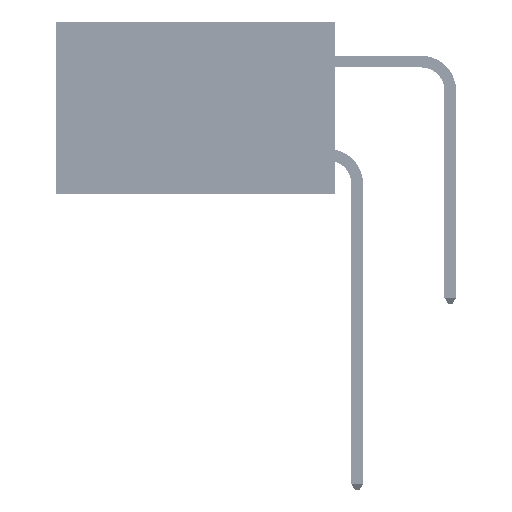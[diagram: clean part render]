
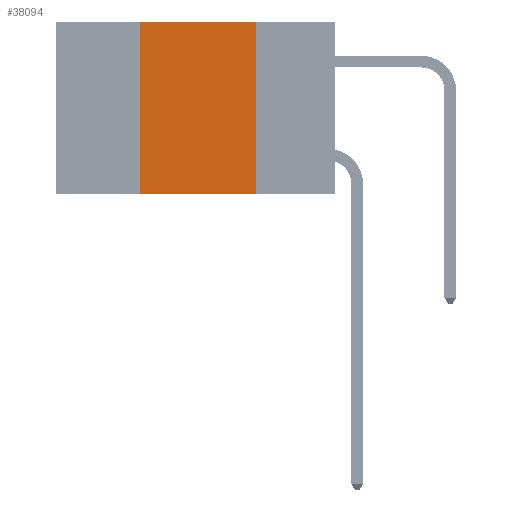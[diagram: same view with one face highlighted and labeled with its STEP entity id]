
A CAD part, left-side view. The second image highlights one B-rep face of the part: STEP entity #38094.
In plain terms, the highlighted planar face has unit normal (-1, 0, 0).
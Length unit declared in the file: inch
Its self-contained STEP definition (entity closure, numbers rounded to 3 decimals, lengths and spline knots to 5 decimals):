
#997 = VECTOR ( 'NONE', #8329, 39.37008 ) ;
#1373 = VERTEX_POINT ( 'NONE', #33476 ) ;
#1685 = VECTOR ( 'NONE', #13664, 39.37008 ) ;
#1748 = LINE ( 'NONE', #16749, #18338 ) ;
#3817 = DIRECTION ( 'NONE',  ( 1., 0., 0. ) ) ;
#4395 = EDGE_CURVE ( 'NONE', #17021, #9802, #20327, .T. ) ;
#5503 = EDGE_CURVE ( 'NONE', #12039, #17021, #49794, .T. ) ;
#8329 = DIRECTION ( 'NONE',  ( 0., -1., 0. ) ) ;
#9802 = VERTEX_POINT ( 'NONE', #41864 ) ;
#10630 = CARTESIAN_POINT ( 'NONE',  ( 0., 0.17, 0. ) ) ;
#11460 = PLANE ( 'NONE',  #39035 ) ;
#12039 = VERTEX_POINT ( 'NONE', #43265 ) ;
#13140 = EDGE_CURVE ( 'NONE', #1373, #12039, #1748, .T. ) ;
#13664 = DIRECTION ( 'NONE',  ( 0., -1., 0. ) ) ;
#16749 = CARTESIAN_POINT ( 'NONE',  ( 0., 0.42, 0. ) ) ;
#17021 = VERTEX_POINT ( 'NONE', #10630 ) ;
#18119 = ORIENTED_EDGE ( 'NONE', *, *, #26122, .T. ) ;
#18338 = VECTOR ( 'NONE', #32234, 39.37008 ) ;
#19736 = LINE ( 'NONE', #35215, #997 ) ;
#20327 = LINE ( 'NONE', #40099, #29195 ) ;
#20814 = DIRECTION ( 'NONE',  ( 0., 0., -1. ) ) ;
#23626 = FACE_OUTER_BOUND ( 'NONE', #30932, .T. ) ;
#26122 = EDGE_CURVE ( 'NONE', #1373, #9802, #19736, .T. ) ;
#29195 = VECTOR ( 'NONE', #20814, 39.37008 ) ;
#29796 = ORIENTED_EDGE ( 'NONE', *, *, #13140, .F. ) ;
#29865 = ORIENTED_EDGE ( 'NONE', *, *, #4395, .F. ) ;
#30932 = EDGE_LOOP ( 'NONE', ( #29865, #49375, #29796, #18119 ) ) ;
#32234 = DIRECTION ( 'NONE',  ( 0., 0., 1. ) ) ;
#33476 = CARTESIAN_POINT ( 'NONE',  ( 0., 0.42, -0.37 ) ) ;
#34792 = DIRECTION ( 'NONE',  ( 0., 0., -1. ) ) ;
#35215 = CARTESIAN_POINT ( 'NONE',  ( 0., 0.6, -0.37 ) ) ;
#38094 = ADVANCED_FACE ( 'NONE', ( #23626 ), #11460, .F. ) ;
#38359 = CARTESIAN_POINT ( 'NONE',  ( 0., 0.6, 0. ) ) ;
#39035 = AXIS2_PLACEMENT_3D ( 'NONE', #39111, #3817, #34792 ) ;
#39111 = CARTESIAN_POINT ( 'NONE',  ( 0., 0.6, 0. ) ) ;
#40099 = CARTESIAN_POINT ( 'NONE',  ( 0., 0.17, 0. ) ) ;
#41864 = CARTESIAN_POINT ( 'NONE',  ( 0., 0.17, -0.37 ) ) ;
#43265 = CARTESIAN_POINT ( 'NONE',  ( 0., 0.42, 0. ) ) ;
#49375 = ORIENTED_EDGE ( 'NONE', *, *, #5503, .F. ) ;
#49794 = LINE ( 'NONE', #38359, #1685 ) ;
